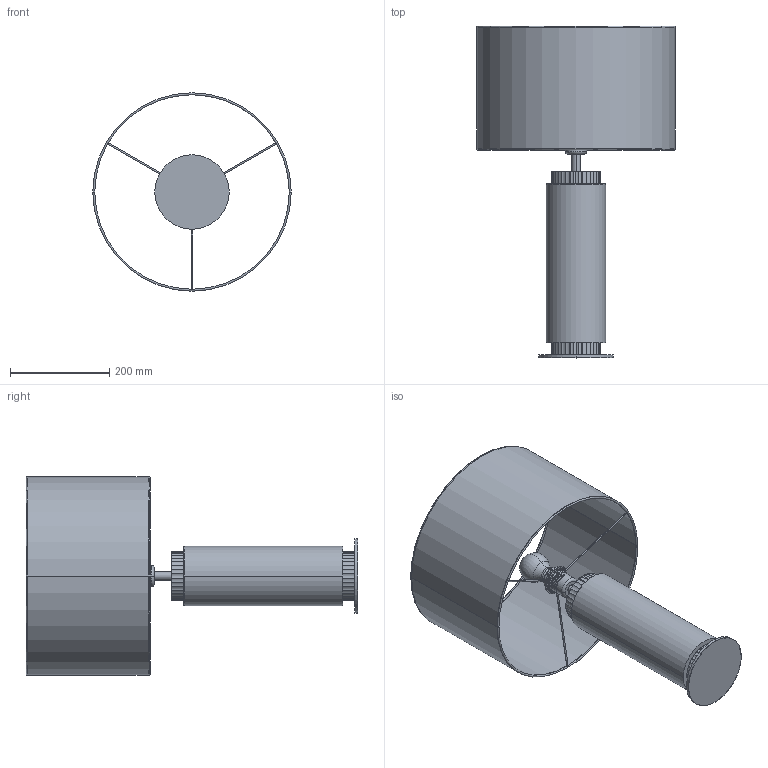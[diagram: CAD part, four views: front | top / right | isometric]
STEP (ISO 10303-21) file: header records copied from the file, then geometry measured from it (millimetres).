
FILE_DESCRIPTION (( 'STEP AP214' ), '1' );
FILE_NAME ('DS 18 TL EDIT.STEP', '2025-03-21T16:24:11', ( '' ), ( '' ), 'SwSTEP 2.0', 'SolidWorks 2024', '' );
FILE_SCHEMA (( 'AUTOMOTIVE_DESIGN' ));
Length unit declared in the file: millimetre
Products named in the file (3): DS 18 TL EDIT; QCY 16
Assembly tree (2 placements, depth 2):
  DS 18 TL EDIT
    DS 18 TL EDIT
    QCY 16
Bounding box: 400 x 669 x 400 mm (x, y, z)
Volume: 190489.7 mm3; surface area: 889393.1 mm2
Topology: 5 solids, 42 shells, 289 faces, 880 edges, 628 vertices
Faces by surface type: cylinder 196, torus 40, plane 23, sphere 14, bspline 12, cone 4
Entity records: 20521 total; most frequent: CARTESIAN_POINT 12830, DIRECTION 1734, ORIENTED_EDGE 1379, EDGE_CURVE 853, AXIS2_PLACEMENT_3D 730, VERTEX_POINT 615, CIRCLE 447, EDGE_LOOP 303
